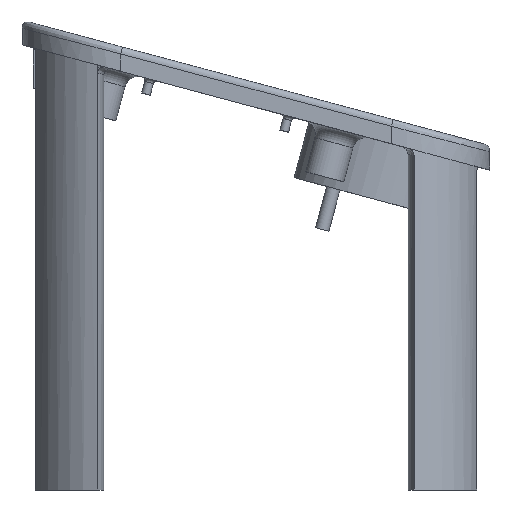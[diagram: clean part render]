
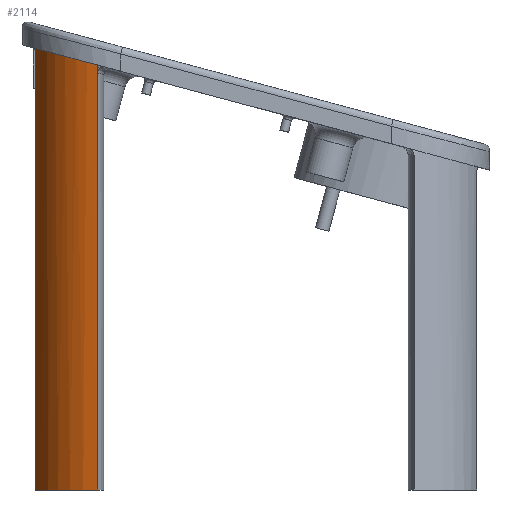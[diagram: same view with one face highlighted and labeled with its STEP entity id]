
A CAD part, left-side view. The second image highlights one B-rep face of the part: STEP entity #2114.
In plain terms, the highlighted cylindrical face has radius 18 mm (diameter 36 mm), a partial arc.
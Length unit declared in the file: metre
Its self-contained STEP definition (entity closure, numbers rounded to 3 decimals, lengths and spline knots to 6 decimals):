
#21=CYLINDRICAL_SURFACE('',#2333,0.018);
#111=ELLIPSE('',#2277,0.018635,0.018);
#138=LINE('',#3902,#232);
#139=LINE('',#3904,#233);
#140=LINE('',#3906,#234);
#165=LINE('',#4449,#259);
#232=VECTOR('',#2588,1.);
#233=VECTOR('',#2591,1.);
#234=VECTOR('',#2592,1.);
#259=VECTOR('',#2747,1.);
#416=CIRCLE('',#2334,0.018);
#712=ORIENTED_EDGE('',*,*,#1116,.F.);
#713=ORIENTED_EDGE('',*,*,#1105,.T.);
#714=ORIENTED_EDGE('',*,*,#1106,.T.);
#715=ORIENTED_EDGE('',*,*,#1211,.T.);
#716=ORIENTED_EDGE('',*,*,#1107,.F.);
#717=ORIENTED_EDGE('',*,*,#1210,.F.);
#1105=EDGE_CURVE('',#1380,#1339,#138,.T.);
#1106=EDGE_CURVE('',#1339,#1381,#139,.T.);
#1107=EDGE_CURVE('',#1344,#1382,#140,.T.);
#1116=EDGE_CURVE('',#1380,#1385,#111,.T.);
#1210=EDGE_CURVE('',#1385,#1344,#165,.T.);
#1211=EDGE_CURVE('',#1381,#1382,#416,.T.);
#1339=VERTEX_POINT('',#3412);
#1344=VERTEX_POINT('',#3429);
#1380=VERTEX_POINT('',#3901);
#1381=VERTEX_POINT('',#3905);
#1382=VERTEX_POINT('',#3907);
#1385=VERTEX_POINT('',#3920);
#1654=EDGE_LOOP('',(#712,#713,#714,#715,#716,#717));
#1900=FACE_BOUND('',#1654,.T.);
#2114=ADVANCED_FACE('',(#1900),#21,.T.);
#2277=AXIS2_PLACEMENT_3D('',#3919,#2611,#2612);
#2333=AXIS2_PLACEMENT_3D('',#4450,#2748,#2749);
#2334=AXIS2_PLACEMENT_3D('',#4451,#2750,#2751);
#2588=DIRECTION('',(0.,0.,-1.));
#2591=DIRECTION('',(0.,0.,-1.));
#2592=DIRECTION('',(0.,0.,-1.));
#2611=DIRECTION('',(0.,-0.259,0.966));
#2612=DIRECTION('',(0.,-0.966,-0.259));
#2747=DIRECTION('',(0.,0.,-1.));
#2748=DIRECTION('',(0.,0.,-1.));
#2749=DIRECTION('',(-1.,0.,0.));
#2750=DIRECTION('',(0.,0.,1.));
#2751=DIRECTION('',(1.,0.,0.));
#3412=CARTESIAN_POINT('',(-0.032204,0.044874,0.103753));
#3429=CARTESIAN_POINT('',(-0.044874,0.032204,0.100104));
#3901=CARTESIAN_POINT('',(-0.032204,0.044874,0.105119));
#3902=CARTESIAN_POINT('',(-0.032204,0.044874,0.110486));
#3904=CARTESIAN_POINT('',(-0.032204,0.044874,0.110486));
#3905=CARTESIAN_POINT('',(-0.032204,0.044874,0.0153));
#3906=CARTESIAN_POINT('',(-0.044874,0.032204,0.110486));
#3907=CARTESIAN_POINT('',(-0.044874,0.032204,0.0153));
#3919=CARTESIAN_POINT('',(-0.0275,0.0275,0.100463));
#3920=CARTESIAN_POINT('',(-0.044874,0.032204,0.101724));
#4449=CARTESIAN_POINT('',(-0.044874,0.032204,0.110486));
#4450=CARTESIAN_POINT('',(-0.0275,0.0275,0.110486));
#4451=CARTESIAN_POINT('',(-0.0275,0.0275,0.0153));
